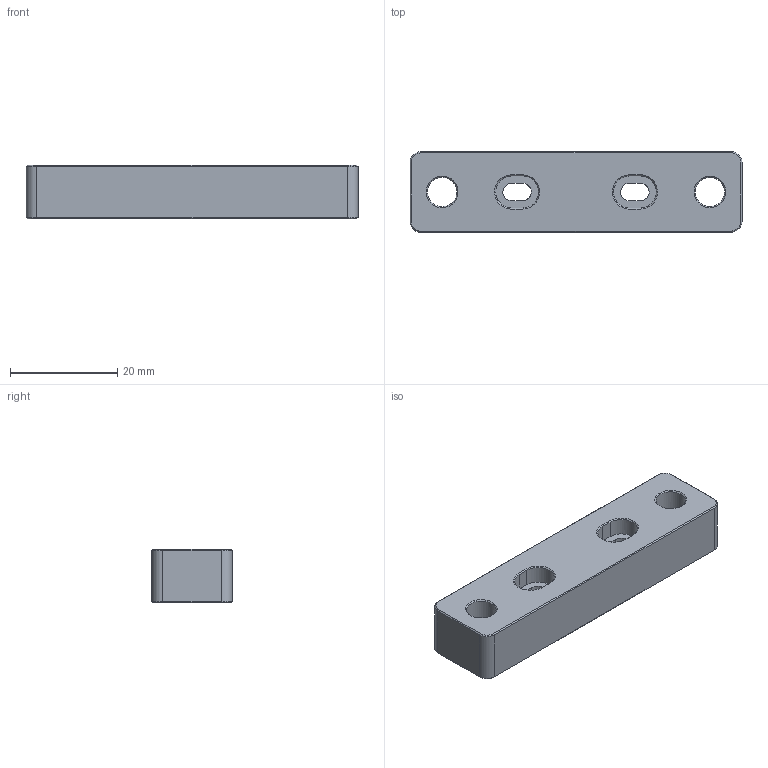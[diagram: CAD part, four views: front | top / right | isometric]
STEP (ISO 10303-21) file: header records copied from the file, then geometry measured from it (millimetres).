
FILE_DESCRIPTION( ('This file contains a STEP AP42 implementation' ,'as created by ZW3D STEP Interface translator.') ,'2;1' );
FILE_NAME( 'PLH3D series aluminum holder.stp' ,'181029. 9 741', (''), ('ZWCAD Software Co.'), 'Version 1.0', 'ZW3D to STEP translator', '' );
FILE_SCHEMA( ('CONFIG_CONTROL_DESIGN') );
Length unit declared in the file: millimetre
Products named in the file (1): 0
Bounding box: 62 x 15 x 10 mm (x, y, z)
Volume: 7879.9 mm3; surface area: 3956.9 mm2
Topology: 1 solids, 1 shells, 70 faces, 156 edges, 92 vertices
Faces by surface type: bspline 70
Entity records: 2510 total; most frequent: CARTESIAN_POINT 1477, ORIENTED_EDGE 312, EDGE_CURVE 156, B_SPLINE_CURVE_WITH_KNOTS 108, VERTEX_POINT 92, EDGE_LOOP 82, FACE_OUTER_BOUND 70, ADVANCED_FACE 70
